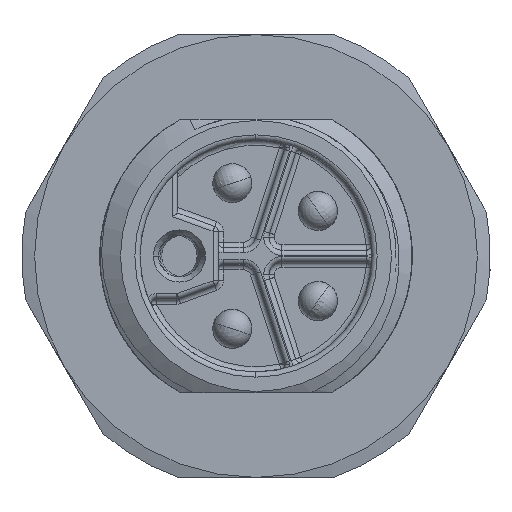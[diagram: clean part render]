
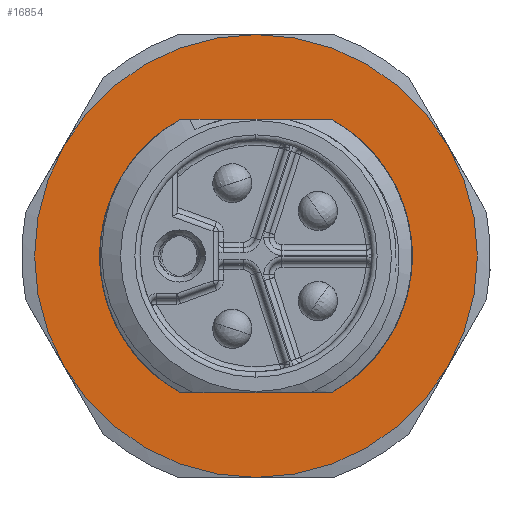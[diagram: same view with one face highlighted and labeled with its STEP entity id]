
A CAD part, left-side view. The second image highlights one B-rep face of the part: STEP entity #16854.
In plain terms, the highlighted planar face has unit normal (-1, 0, 0).
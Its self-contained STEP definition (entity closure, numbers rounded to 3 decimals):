
#4298=CARTESIAN_POINT('',(11.,7.361,4.25));
#4313=CARTESIAN_POINT('',(11.,7.361,-4.25));
#4326=CARTESIAN_POINT('',(11.,0.,0.));
#4327=DIRECTION('',(-1.,0.,0.));
#4328=DIRECTION('',(0.,0.,1.));
#4329=AXIS2_PLACEMENT_3D('',#4326,#4327,#4328);
#4334=CARTESIAN_POINT('',(11.,0.,0.));
#4335=DIRECTION('',(-1.,0.,0.));
#4336=DIRECTION('',(0.,-0.866,0.5));
#4337=AXIS2_PLACEMENT_3D('',#4334,#4335,#4336);
#4342=CARTESIAN_POINT('',(11.,0.,0.));
#4343=DIRECTION('',(-1.,0.,0.));
#4344=DIRECTION('',(0.,-0.866,-0.5));
#4345=AXIS2_PLACEMENT_3D('',#4342,#4343,#4344);
#4350=CARTESIAN_POINT('',(11.,0.,0.));
#4351=DIRECTION('',(-1.,0.,0.));
#4352=DIRECTION('',(0.,0.,-1.));
#4353=AXIS2_PLACEMENT_3D('',#4350,#4351,#4352);
#4358=CARTESIAN_POINT('',(11.,0.,0.));
#4359=DIRECTION('',(-1.,0.,0.));
#4360=DIRECTION('',(0.,0.866,-0.5));
#4361=AXIS2_PLACEMENT_3D('',#4358,#4359,#4360);
#4366=CARTESIAN_POINT('',(11.,0.,0.));
#4367=DIRECTION('',(-1.,0.,0.));
#4368=DIRECTION('',(0.,0.866,0.5));
#4369=AXIS2_PLACEMENT_3D('',#4366,#4367,#4368);
#4374=CARTESIAN_POINT('',(11.,0.,0.));
#4375=DIRECTION('',(1.,0.,0.));
#4376=DIRECTION('',(0.,-0.484,0.875));
#4377=AXIS2_PLACEMENT_3D('',#4374,#4375,#4376);
#4382=DIRECTION('',(0.,-1.,0.));
#4383=VECTOR('',#4382,5.809);
#4384=CARTESIAN_POINT('',(11.,2.905,5.25));
#4385=LINE('',#4384,#4383);
#4389=CARTESIAN_POINT('',(11.,0.,0.));
#4390=DIRECTION('',(1.,0.,0.));
#4391=DIRECTION('',(0.,0.484,-0.875));
#4392=AXIS2_PLACEMENT_3D('',#4389,#4390,#4391);
#4468=CARTESIAN_POINT('',(11.,0.,8.5));
#4510=CARTESIAN_POINT('',(11.,-7.361,4.25));
#4552=CARTESIAN_POINT('',(11.,-7.361,-4.25));
#4594=CARTESIAN_POINT('',(11.,0.,-8.5));
#4982=DIRECTION('',(0.,-1.,0.));
#4983=VECTOR('',#4982,5.809);
#4984=CARTESIAN_POINT('',(11.,2.905,-5.25));
#4985=LINE('',#4984,#4983);
#11522=CARTESIAN_POINT('',(11.,2.905,5.25));
#11523=CARTESIAN_POINT('',(11.,-2.905,5.25));
#11524=VERTEX_POINT('',#11522);
#11525=VERTEX_POINT('',#11523);
#11627=CARTESIAN_POINT('',(11.,2.905,-5.25));
#11629=VERTEX_POINT('',#11627);
#11631=CARTESIAN_POINT('',(11.,-2.905,-5.25));
#11632=VERTEX_POINT('',#11631);
#12026=VERTEX_POINT('',#4298);
#12030=VERTEX_POINT('',#4313);
#12038=VERTEX_POINT('',#4594);
#12046=VERTEX_POINT('',#4552);
#12054=VERTEX_POINT('',#4510);
#12058=VERTEX_POINT('',#4468);
#16826=CARTESIAN_POINT('',(11.,6.,0.));
#16827=DIRECTION('',(-1.,0.,0.));
#16828=DIRECTION('',(0.,0.,1.));
#16829=AXIS2_PLACEMENT_3D('',#16826,#16827,#16828);
#16830=PLANE('',#16829);
#16832=ORIENTED_EDGE('',*,*,#16831,.F.);
#16834=ORIENTED_EDGE('',*,*,#16833,.F.);
#16836=ORIENTED_EDGE('',*,*,#16835,.F.);
#16838=ORIENTED_EDGE('',*,*,#16837,.F.);
#16840=ORIENTED_EDGE('',*,*,#16839,.F.);
#16841=ORIENTED_EDGE('',*,*,#16817,.F.);
#16842=EDGE_LOOP('',(#16832,#16834,#16836,#16838,#16840,#16841));
#16843=FACE_OUTER_BOUND('',#16842,.F.);
#16845=ORIENTED_EDGE('',*,*,#16844,.T.);
#16847=ORIENTED_EDGE('',*,*,#16846,.F.);
#16849=ORIENTED_EDGE('',*,*,#16848,.F.);
#16851=ORIENTED_EDGE('',*,*,#16850,.F.);
#16852=EDGE_LOOP('',(#16845,#16847,#16849,#16851));
#16853=FACE_BOUND('',#16852,.F.);
#16854=ADVANCED_FACE('',(#16843,#16853),#16830,.T.);
#4330=CIRCLE('',#4329,8.5);
#4338=CIRCLE('',#4337,8.5);
#4346=CIRCLE('',#4345,8.5);
#4354=CIRCLE('',#4353,8.5);
#4362=CIRCLE('',#4361,8.5);
#4370=CIRCLE('',#4369,8.5);
#4378=CIRCLE('',#4377,6.);
#4393=CIRCLE('',#4392,6.);
#16817=EDGE_CURVE('',#12026,#12030,#4370,.T.);
#16831=EDGE_CURVE('',#12058,#12026,#4330,.T.);
#16833=EDGE_CURVE('',#12054,#12058,#4338,.T.);
#16835=EDGE_CURVE('',#12046,#12054,#4346,.T.);
#16837=EDGE_CURVE('',#12038,#12046,#4354,.T.);
#16839=EDGE_CURVE('',#12030,#12038,#4362,.T.);
#16844=EDGE_CURVE('',#11629,#11632,#4985,.T.);
#16846=EDGE_CURVE('',#11525,#11632,#4378,.T.);
#16848=EDGE_CURVE('',#11524,#11525,#4385,.T.);
#16850=EDGE_CURVE('',#11629,#11524,#4393,.T.);
